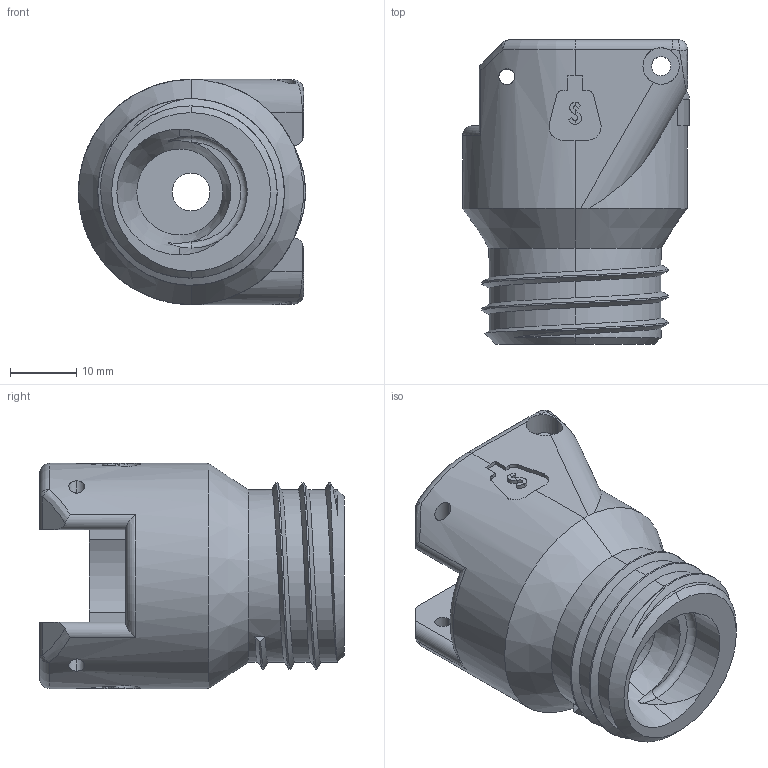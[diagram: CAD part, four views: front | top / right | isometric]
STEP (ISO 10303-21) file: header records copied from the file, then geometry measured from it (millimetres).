
FILE_DESCRIPTION (( 'STEP AP214' ), '1' );
FILE_NAME ('V4Fuse_HeatInsert.STEP', '2025-05-27T17:55:41', ( '' ), ( '' ), 'SwSTEP 2.0', 'SolidWorks 2025', '' );
FILE_SCHEMA (( 'AUTOMOTIVE_DESIGN' ));
Length unit declared in the file: millimetre
Products named in the file (1): V4Fuse_HeatInsert
Bounding box: 34.29 x 46 x 34 mm (x, y, z)
Volume: 25540.9 mm3; surface area: 8578.6 mm2
Topology: 1 solids, 1 shells, 168 faces, 455 edges, 291 vertices
Faces by surface type: cylinder 61, plane 51, bspline 37, cone 8, torus 7, sphere 4
Entity records: 7537 total; most frequent: CARTESIAN_POINT 3657, ORIENTED_EDGE 906, DIRECTION 670, EDGE_CURVE 453, VERTEX_POINT 291, AXIS2_PLACEMENT_3D 239, VECTOR 192, LINE 192
